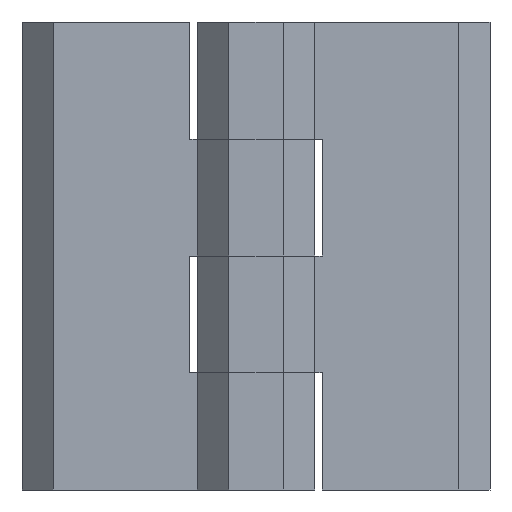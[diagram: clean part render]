
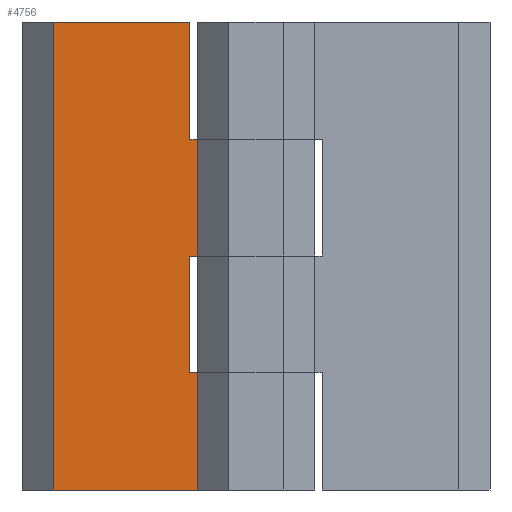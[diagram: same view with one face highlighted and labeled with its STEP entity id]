
A CAD part, front view. The second image highlights one B-rep face of the part: STEP entity #4756.
In plain terms, the highlighted free-form (B-spline) face has degree [1, 1] with [2, 2] control points.
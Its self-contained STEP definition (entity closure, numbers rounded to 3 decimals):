
#4077=CARTESIAN_POINT('',(-8.5,0.0,30.0));
#4078=VERTEX_POINT('',#4077);
#4079=CARTESIAN_POINT('',(-8.5,0.0,15.));
#4080=VERTEX_POINT('',#4079);
#4081=CARTESIAN_POINT('',(-8.5,0.0,30.0));
#4082=CARTESIAN_POINT('',(-8.5,0.0,15.));
#4083=QUASI_UNIFORM_CURVE('',1,(#4081,#4082),.UNSPECIFIED.,.F.,.U.);
#4084=EDGE_CURVE('',#4078,#4080,#4083,.T.);
#4172=CARTESIAN_POINT('',(-7.5,0.0,30.0));
#4173=VERTEX_POINT('',#4172);
#4179=CARTESIAN_POINT('',(-7.5,0.0,30.0));
#4180=CARTESIAN_POINT('',(-8.5,0.0,30.0));
#4181=QUASI_UNIFORM_CURVE('',1,(#4179,#4180),.UNSPECIFIED.,.F.,.U.);
#4182=EDGE_CURVE('',#4173,#4078,#4181,.T.);
#4219=CARTESIAN_POINT('',(-7.5,0.0,15.));
#4220=VERTEX_POINT('',#4219);
#4221=CARTESIAN_POINT('',(-8.5,0.0,15.));
#4222=CARTESIAN_POINT('',(-7.5,0.0,15.));
#4223=QUASI_UNIFORM_CURVE('',1,(#4221,#4222),.UNSPECIFIED.,.F.,.U.);
#4224=EDGE_CURVE('',#4080,#4220,#4223,.T.);
#4311=CARTESIAN_POINT('',(-8.5,0.0,45.));
#4312=VERTEX_POINT('',#4311);
#4318=CARTESIAN_POINT('',(-7.5,0.0,45.));
#4319=VERTEX_POINT('',#4318);
#4320=CARTESIAN_POINT('',(-8.5,0.0,45.));
#4321=CARTESIAN_POINT('',(-7.5,0.0,45.));
#4322=QUASI_UNIFORM_CURVE('',1,(#4320,#4321),.UNSPECIFIED.,.F.,.U.);
#4323=EDGE_CURVE('',#4312,#4319,#4322,.T.);
#4394=CARTESIAN_POINT('',(-8.5,0.0,60.0));
#4395=VERTEX_POINT('',#4394);
#4396=CARTESIAN_POINT('',(-8.5,0.0,60.0));
#4397=CARTESIAN_POINT('',(-8.5,0.0,45.));
#4398=QUASI_UNIFORM_CURVE('',1,(#4396,#4397),.UNSPECIFIED.,.F.,.U.);
#4399=EDGE_CURVE('',#4395,#4312,#4398,.T.);
#4422=CARTESIAN_POINT('',(-7.5,0.0,0.0));
#4423=VERTEX_POINT('',#4422);
#4424=CARTESIAN_POINT('',(-26.0,0.0,0.0));
#4425=VERTEX_POINT('',#4424);
#4426=CARTESIAN_POINT('',(-7.5,0.0,0.0));
#4427=CARTESIAN_POINT('',(-26.0,0.0,0.0));
#4428=QUASI_UNIFORM_CURVE('',1,(#4426,#4427),.UNSPECIFIED.,.F.,.U.);
#4429=EDGE_CURVE('',#4423,#4425,#4428,.T.);
#4528=CARTESIAN_POINT('',(-26.0,0.0,60.0));
#4529=VERTEX_POINT('',#4528);
#4530=CARTESIAN_POINT('',(-8.5,0.0,60.0));
#4531=CARTESIAN_POINT('',(-26.0,0.0,60.0));
#4532=QUASI_UNIFORM_CURVE('',1,(#4530,#4531),.UNSPECIFIED.,.F.,.U.);
#4533=EDGE_CURVE('',#4395,#4529,#4532,.T.);
#4570=CARTESIAN_POINT('',(-7.5,0.0,45.));
#4571=CARTESIAN_POINT('',(-7.5,0.0,30.0));
#4572=QUASI_UNIFORM_CURVE('',1,(#4570,#4571),.UNSPECIFIED.,.F.,.U.);
#4573=EDGE_CURVE('',#4319,#4173,#4572,.T.);
#4725=CARTESIAN_POINT('',(-26.0,0.0,60.0));
#4726=CARTESIAN_POINT('',(-26.0,0.0,0.0));
#4727=QUASI_UNIFORM_CURVE('',1,(#4725,#4726),.UNSPECIFIED.,.F.,.U.);
#4728=EDGE_CURVE('',#4529,#4425,#4727,.T.);
#4735=CARTESIAN_POINT('',(-26.924,0.0,-2.997));
#4736=CARTESIAN_POINT('',(-6.576,0.0,-2.997));
#4737=CARTESIAN_POINT('',(-26.924,0.0,62.997));
#4738=CARTESIAN_POINT('',(-6.576,0.0,62.997));
#4739=B_SPLINE_SURFACE_WITH_KNOTS('',1,1,((#4735,#4737),(#4736,#4738)),.UNSPECIFIED.,.F.,.F.,.U.,(2,2),(2,2),(0.0,20.348),(0.0,65.994),.UNSPECIFIED.);
#4740=ORIENTED_EDGE('',*,*,#4224,.F.);
#4741=ORIENTED_EDGE('',*,*,#4084,.F.);
#4742=ORIENTED_EDGE('',*,*,#4182,.F.);
#4743=ORIENTED_EDGE('',*,*,#4573,.F.);
#4744=ORIENTED_EDGE('',*,*,#4323,.F.);
#4745=ORIENTED_EDGE('',*,*,#4399,.F.);
#4746=ORIENTED_EDGE('',*,*,#4533,.T.);
#4747=ORIENTED_EDGE('',*,*,#4728,.T.);
#4748=ORIENTED_EDGE('',*,*,#4429,.F.);
#4749=CARTESIAN_POINT('',(-7.5,0.0,15.));
#4750=CARTESIAN_POINT('',(-7.5,0.0,0.0));
#4751=QUASI_UNIFORM_CURVE('',1,(#4749,#4750),.UNSPECIFIED.,.F.,.U.);
#4752=EDGE_CURVE('',#4220,#4423,#4751,.T.);
#4753=ORIENTED_EDGE('',*,*,#4752,.F.);
#4754=EDGE_LOOP('',(#4740,#4741,#4742,#4743,#4744,#4745,#4746,#4747,#4748,#4753));
#4755=FACE_OUTER_BOUND('',#4754,.T.);
#4756=ADVANCED_FACE('',(#4755),#4739,.T.);
